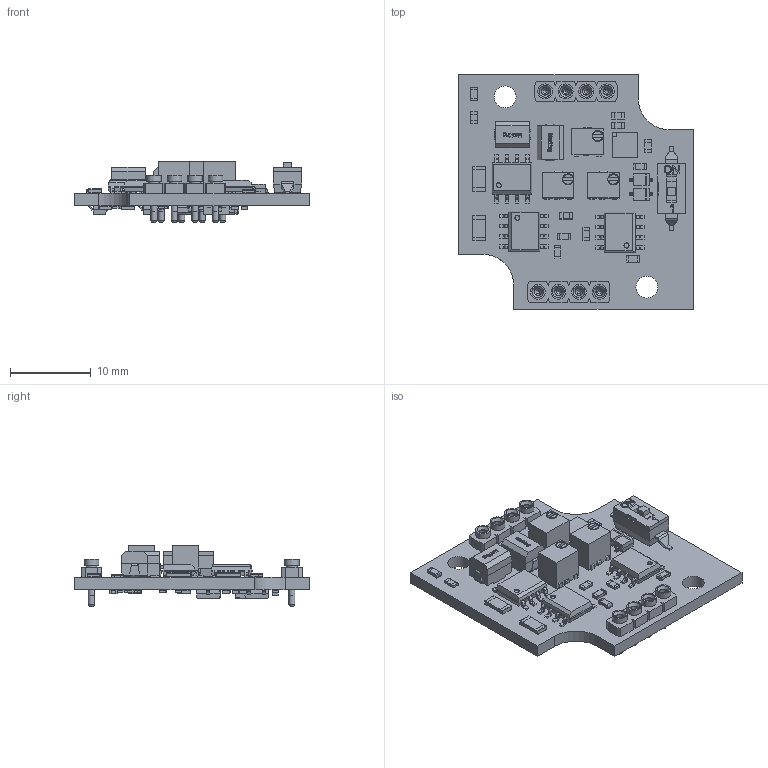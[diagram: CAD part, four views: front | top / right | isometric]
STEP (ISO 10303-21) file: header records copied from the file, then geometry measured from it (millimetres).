
FILE_DESCRIPTION(('Open CASCADE Model'),'2;1');
FILE_NAME('Open CASCADE Shape Model','2024-07-22T15:24:00',('Author'),( 'Open CASCADE'),'Open CASCADE STEP processor 7.5','Open CASCADE 7.5' ,'Unknown');
FILE_SCHEMA(('AUTOMOTIVE_DESIGN { 1 0 10303 214 1 1 1 1 }'));
Length unit declared in the file: millimetre
Products named in the file (87): PCB; Board; Open CASCADE STEP translator 7.5 1.1.1; C16; CAP0603; C15; C1; C2; CAP1206; C3; C4; C5; C6; C7; C8; C9; C10; C11; C12; C13; D1; SOD-523F; D2; SOD323; D3; D4; L1; IndGFH_4532; Housing; Contact Pin; Cover; L2; R1; RES0603; R15; RES1206; R3; R4; R5; R6 ...
Assembly tree (131 placements, depth 4):
  PCB
    Board
      Open CASCADE STEP translator 7.5 1.1.1
    C16
      CAP0603
    C15
      CAP0603
    C1
      CAP0603
    C2
      CAP1206
    C3
      CAP0603
    C4
      CAP0603
    C5
      CAP0603
    C6
      CAP1206
    C7
      CAP0603
    C8
      CAP0603
    C9
      CAP0603
    C10
      CAP0603
    C11
      CAP0603
    C12
      CAP0603
    C13
      CAP0603
    D1
      SOD-523F
    D2
      SOD323
    D3
      SOD-523F
    D4
      SOD323
    L1
      IndGFH_4532
        Housing
        Contact Pin
        Cover
    L2
      IndGFH_4532
        Housing
        Contact Pin
        Cover
    R1
      RES0603
    R15
      RES1206
    R3
      RES0603
    R4
      RES0603
    R5
Bounding box: 29 x 29 x 7.54 mm (x, y, z)
Volume: 1641.1 mm3; surface area: 3665 mm2
Topology: 135 solids, 737 shells, 4720 faces, 13150 edges, 9254 vertices
Faces by surface type: plane 3370, bspline 681, cylinder 526, cone 72, extrusion 39, sphere 32
Full cylindrical faces by diameter (mm): 0.533 x8, 0.57 x1, 0.6 x3, 0.762 x8, 0.864 x8, 1 x10, 1.321 x24, 1.829 x8, 2.7 x2
Entity records: 58762 total; most frequent: CARTESIAN_POINT 12612, ORIENTED_EDGE 8630, DIRECTION 7522, EDGE_CURVE 4423, VECTOR 3308, LINE 3287, VERTEX_POINT 2950, AXIS2_PLACEMENT_3D 2107
